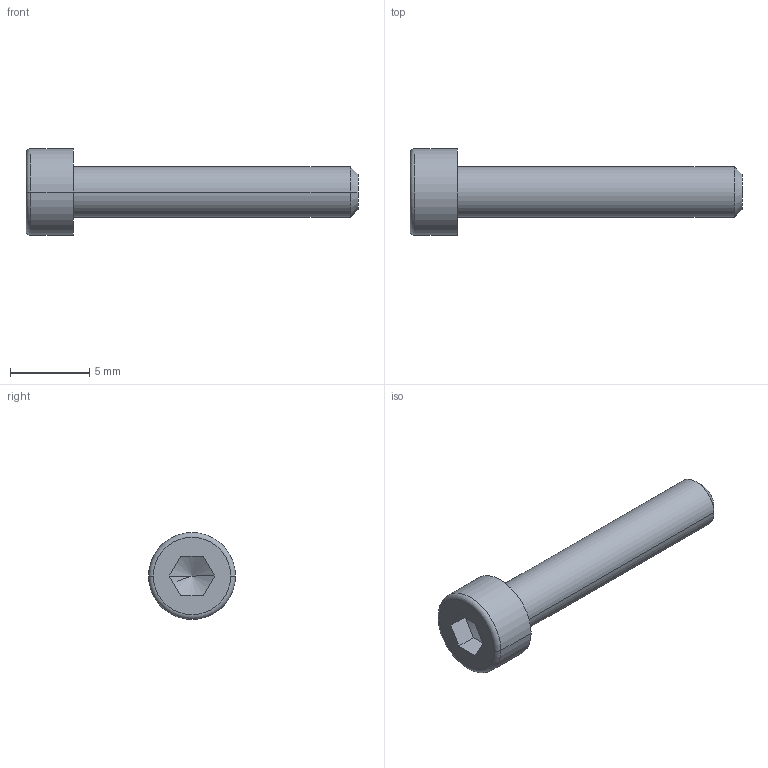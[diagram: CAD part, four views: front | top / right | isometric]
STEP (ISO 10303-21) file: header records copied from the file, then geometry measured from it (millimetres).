
FILE_DESCRIPTION (( 'STEP AP214' ), '1' );
FILE_NAME ('M3X18 Socket Head Screw.step', '2018-06-21T12:58:46', ( 'User' ), ( 'china' ), 'SwSTEP 2.0', 'SolidWorks 2016', '' );
FILE_SCHEMA (( 'AUTOMOTIVE_DESIGN' ));
Length unit declared in the file: millimetre
Products named in the file (1): M3X18 Socket Head Screw
Bounding box: 21 x 5.5 x 5.5 mm (x, y, z)
Volume: 205.8 mm3; surface area: 289.2 mm2
Topology: 1 solids, 1 shells, 25 faces, 48 edges, 25 vertices
Faces by surface type: plane 15, cone 4, cylinder 4, torus 2
Entity records: 638 total; most frequent: DIRECTION 118, CARTESIAN_POINT 97, ORIENTED_EDGE 92, AXIS2_PLACEMENT_3D 46, EDGE_CURVE 46, EDGE_LOOP 27, LINE 26, VECTOR 26
